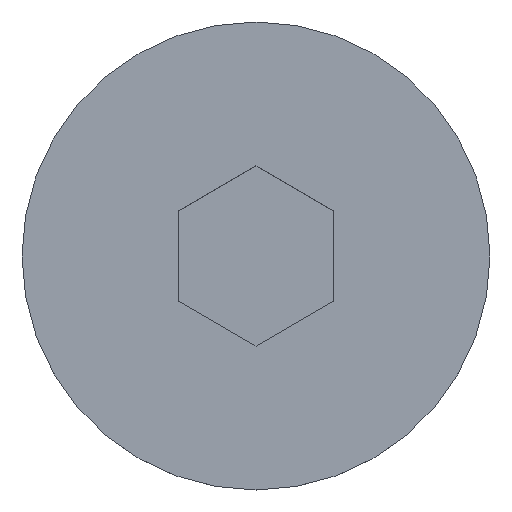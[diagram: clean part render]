
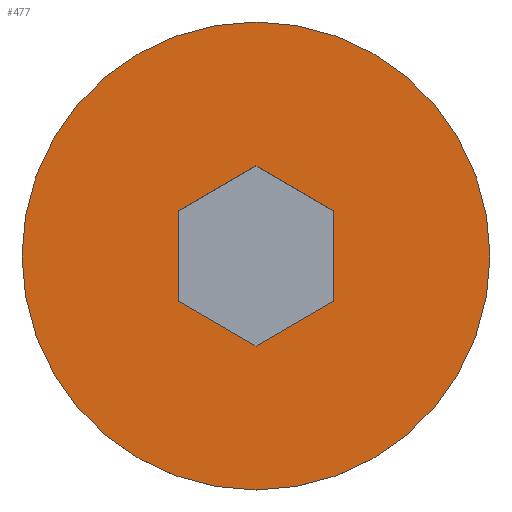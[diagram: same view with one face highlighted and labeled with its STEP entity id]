
A CAD part, top view. The second image highlights one B-rep face of the part: STEP entity #477.
In plain terms, the highlighted planar face has unit normal (0, 0, 1).
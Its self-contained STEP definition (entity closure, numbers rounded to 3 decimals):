
#3 = VECTOR ( 'NONE', #269, 1000. ) ;
#11 = CIRCLE ( 'NONE', #379, 6. ) ;
#20 = DIRECTION ( 'NONE',  ( 1., 0., 0. ) ) ;
#30 = DIRECTION ( 'NONE',  ( 1., 0., 0. ) ) ;
#50 = CARTESIAN_POINT ( 'NONE',  ( -2., 0., 0. ) ) ;
#80 = ORIENTED_EDGE ( 'NONE', *, *, #260, .T. ) ;
#88 = DIRECTION ( 'NONE',  ( 0.866, -0.5, 0. ) ) ;
#89 = LINE ( 'NONE', #186, #479 ) ;
#98 = PLANE ( 'NONE',  #110 ) ;
#107 = CIRCLE ( 'NONE', #130, 6. ) ;
#110 = AXIS2_PLACEMENT_3D ( 'NONE', #407, #485, #30 ) ;
#115 = LINE ( 'NONE', #310, #383 ) ;
#119 = EDGE_CURVE ( 'NONE', #203, #337, #11, .T. ) ;
#120 = LINE ( 'NONE', #281, #430 ) ;
#126 = ORIENTED_EDGE ( 'NONE', *, *, #373, .T. ) ;
#130 = AXIS2_PLACEMENT_3D ( 'NONE', #271, #314, #20 ) ;
#134 = ORIENTED_EDGE ( 'NONE', *, *, #279, .T. ) ;
#144 = ORIENTED_EDGE ( 'NONE', *, *, #119, .F. ) ;
#154 = DIRECTION ( 'NONE',  ( 0., 0., -1. ) ) ;
#159 = CARTESIAN_POINT ( 'NONE',  ( -2., 1.155, 0. ) ) ;
#162 = DIRECTION ( 'NONE',  ( 0.866, 0.5, 0. ) ) ;
#177 = ORIENTED_EDGE ( 'NONE', *, *, #315, .T. ) ;
#181 = FACE_OUTER_BOUND ( 'NONE', #312, .T. ) ;
#183 = VERTEX_POINT ( 'NONE', #382 ) ;
#184 = EDGE_LOOP ( 'NONE', ( #496, #177, #126, #368, #80, #134 ) ) ;
#186 = CARTESIAN_POINT ( 'NONE',  ( 2., 0., 0. ) ) ;
#189 = LINE ( 'NONE', #234, #3 ) ;
#195 = CARTESIAN_POINT ( 'NONE',  ( 0., 2.309, 0. ) ) ;
#203 = VERTEX_POINT ( 'NONE', #466 ) ;
#204 = CARTESIAN_POINT ( 'NONE',  ( 0., -2.309, 0. ) ) ;
#234 = CARTESIAN_POINT ( 'NONE',  ( 2., -1.155, 0. ) ) ;
#235 = CARTESIAN_POINT ( 'NONE',  ( 0., 2.309, 0. ) ) ;
#252 = LINE ( 'NONE', #50, #486 ) ;
#260 = EDGE_CURVE ( 'NONE', #352, #482, #115, .T. ) ;
#265 = CARTESIAN_POINT ( 'NONE',  ( 6., 0., 0. ) ) ;
#267 = VERTEX_POINT ( 'NONE', #204 ) ;
#269 = DIRECTION ( 'NONE',  ( -0.866, -0.5, 0. ) ) ;
#271 = CARTESIAN_POINT ( 'NONE',  ( 0., 0., 0. ) ) ;
#279 = EDGE_CURVE ( 'NONE', #482, #183, #423, .T. ) ;
#281 = CARTESIAN_POINT ( 'NONE',  ( 0., -2.309, 0. ) ) ;
#282 = FACE_BOUND ( 'NONE', #184, .T. ) ;
#303 = EDGE_CURVE ( 'NONE', #337, #203, #107, .T. ) ;
#310 = CARTESIAN_POINT ( 'NONE',  ( -2., 1.155, 0. ) ) ;
#312 = EDGE_LOOP ( 'NONE', ( #457, #144 ) ) ;
#314 = DIRECTION ( 'NONE',  ( 0., 0., -1. ) ) ;
#315 = EDGE_CURVE ( 'NONE', #374, #267, #189, .T. ) ;
#331 = EDGE_CURVE ( 'NONE', #351, #352, #252, .T. ) ;
#337 = VERTEX_POINT ( 'NONE', #265 ) ;
#351 = VERTEX_POINT ( 'NONE', #391 ) ;
#352 = VERTEX_POINT ( 'NONE', #159 ) ;
#368 = ORIENTED_EDGE ( 'NONE', *, *, #331, .T. ) ;
#373 = EDGE_CURVE ( 'NONE', #267, #351, #120, .T. ) ;
#374 = VERTEX_POINT ( 'NONE', #483 ) ;
#379 = AXIS2_PLACEMENT_3D ( 'NONE', #461, #154, #458 ) ;
#382 = CARTESIAN_POINT ( 'NONE',  ( 2., 1.155, 0. ) ) ;
#383 = VECTOR ( 'NONE', #162, 1000. ) ;
#391 = CARTESIAN_POINT ( 'NONE',  ( -2., -1.155, 0. ) ) ;
#407 = CARTESIAN_POINT ( 'NONE',  ( 3., 0., 0. ) ) ;
#423 = LINE ( 'NONE', #195, #449 ) ;
#430 = VECTOR ( 'NONE', #478, 1000. ) ;
#432 = DIRECTION ( 'NONE',  ( 0., 1., 0. ) ) ;
#443 = DIRECTION ( 'NONE',  ( 0., -1., 0. ) ) ;
#449 = VECTOR ( 'NONE', #88, 1000. ) ;
#457 = ORIENTED_EDGE ( 'NONE', *, *, #303, .F. ) ;
#458 = DIRECTION ( 'NONE',  ( 1., 0., 0. ) ) ;
#461 = CARTESIAN_POINT ( 'NONE',  ( 0., 0., 0. ) ) ;
#466 = CARTESIAN_POINT ( 'NONE',  ( -6., 0., 0. ) ) ;
#477 = ADVANCED_FACE ( 'NONE', ( #282, #181 ), #98, .T. ) ;
#478 = DIRECTION ( 'NONE',  ( -0.866, 0.5, 0. ) ) ;
#479 = VECTOR ( 'NONE', #443, 1000. ) ;
#482 = VERTEX_POINT ( 'NONE', #235 ) ;
#483 = CARTESIAN_POINT ( 'NONE',  ( 2., -1.155, 0. ) ) ;
#484 = EDGE_CURVE ( 'NONE', #183, #374, #89, .T. ) ;
#485 = DIRECTION ( 'NONE',  ( 0., 0., 1. ) ) ;
#486 = VECTOR ( 'NONE', #432, 1000. ) ;
#496 = ORIENTED_EDGE ( 'NONE', *, *, #484, .T. ) ;
